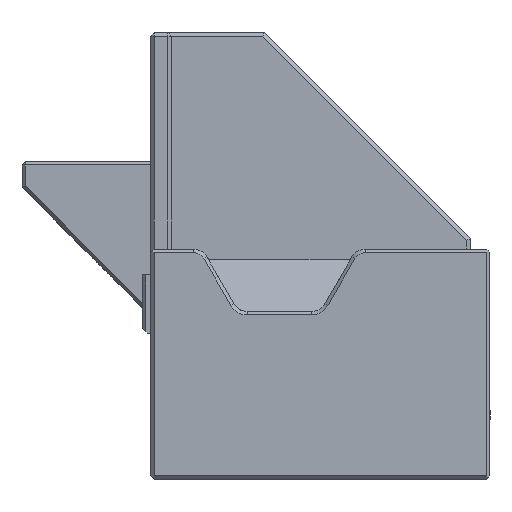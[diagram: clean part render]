
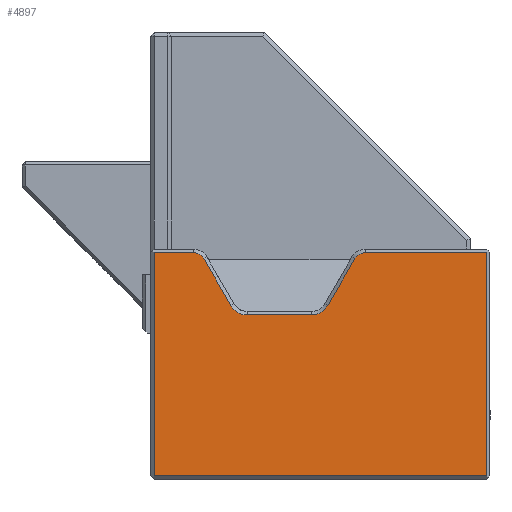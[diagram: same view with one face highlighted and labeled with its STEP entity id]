
A CAD part, left-side view. The second image highlights one B-rep face of the part: STEP entity #4897.
In plain terms, the highlighted planar face has unit normal (-1, 0, 0).
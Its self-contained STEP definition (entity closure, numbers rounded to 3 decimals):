
#71=PLANE('',#5265);
#362=FACE_OUTER_BOUND('',#658,.T.);
#658=EDGE_LOOP('',(#3671,#3672,#3673,#3674,#3675,#3676,#3677,#3678,#3679,
#3680,#3681,#3682));
#982=CIRCLE('',#5266,1.4);
#983=CIRCLE('',#5267,1.4);
#984=CIRCLE('',#5268,2.2);
#985=CIRCLE('',#5269,2.2);
#1183=LINE('',#7826,#1783);
#1184=LINE('',#7830,#1784);
#1185=LINE('',#7832,#1785);
#1186=LINE('',#7834,#1786);
#1187=LINE('',#7836,#1787);
#1188=LINE('',#7838,#1788);
#1189=LINE('',#7842,#1789);
#1190=LINE('',#7846,#1790);
#1783=VECTOR('',#5933,1000.);
#1784=VECTOR('',#5936,1000.);
#1785=VECTOR('',#5937,1000.);
#1786=VECTOR('',#5938,1000.);
#1787=VECTOR('',#5939,1000.);
#1788=VECTOR('',#5940,1000.);
#1789=VECTOR('',#5943,1000.);
#1790=VECTOR('',#5946,1000.);
#2408=VERTEX_POINT('',#7824);
#2409=VERTEX_POINT('',#7825);
#2410=VERTEX_POINT('',#7827);
#2411=VERTEX_POINT('',#7829);
#2412=VERTEX_POINT('',#7831);
#2413=VERTEX_POINT('',#7833);
#2414=VERTEX_POINT('',#7835);
#2415=VERTEX_POINT('',#7837);
#2416=VERTEX_POINT('',#7839);
#2417=VERTEX_POINT('',#7841);
#2418=VERTEX_POINT('',#7843);
#2419=VERTEX_POINT('',#7845);
#2891=EDGE_CURVE('',#2408,#2409,#1183,.T.);
#2892=EDGE_CURVE('',#2409,#2410,#982,.T.);
#2893=EDGE_CURVE('',#2410,#2411,#1184,.T.);
#2894=EDGE_CURVE('',#2411,#2412,#1185,.T.);
#2895=EDGE_CURVE('',#2413,#2412,#1186,.T.);
#2896=EDGE_CURVE('',#2413,#2414,#1187,.T.);
#2897=EDGE_CURVE('',#2414,#2415,#1188,.T.);
#2898=EDGE_CURVE('',#2415,#2416,#983,.T.);
#2899=EDGE_CURVE('',#2416,#2417,#1189,.T.);
#2900=EDGE_CURVE('',#2417,#2418,#984,.T.);
#2901=EDGE_CURVE('',#2418,#2419,#1190,.T.);
#2902=EDGE_CURVE('',#2419,#2408,#985,.T.);
#3671=ORIENTED_EDGE('',*,*,#2891,.T.);
#3672=ORIENTED_EDGE('',*,*,#2892,.T.);
#3673=ORIENTED_EDGE('',*,*,#2893,.T.);
#3674=ORIENTED_EDGE('',*,*,#2894,.T.);
#3675=ORIENTED_EDGE('',*,*,#2895,.F.);
#3676=ORIENTED_EDGE('',*,*,#2896,.T.);
#3677=ORIENTED_EDGE('',*,*,#2897,.T.);
#3678=ORIENTED_EDGE('',*,*,#2898,.T.);
#3679=ORIENTED_EDGE('',*,*,#2899,.T.);
#3680=ORIENTED_EDGE('',*,*,#2900,.T.);
#3681=ORIENTED_EDGE('',*,*,#2901,.T.);
#3682=ORIENTED_EDGE('',*,*,#2902,.T.);
#4897=ADVANCED_FACE('',(#362),#71,.F.);
#5265=AXIS2_PLACEMENT_3D('',#7823,#5931,#5932);
#5266=AXIS2_PLACEMENT_3D('',#7828,#5934,#5935);
#5267=AXIS2_PLACEMENT_3D('',#7840,#5941,#5942);
#5268=AXIS2_PLACEMENT_3D('',#7844,#5944,#5945);
#5269=AXIS2_PLACEMENT_3D('',#7847,#5947,#5948);
#5931=DIRECTION('center_axis',(1.,0.,0.));
#5932=DIRECTION('ref_axis',(0.,0.,1.));
#5933=DIRECTION('',(0.,0.5,0.866));
#5934=DIRECTION('center_axis',(-1.,0.,0.));
#5935=DIRECTION('ref_axis',(0.,1.,0.));
#5936=DIRECTION('',(0.,1.,0.));
#5937=DIRECTION('',(0.,0.,-1.));
#5938=DIRECTION('',(0.,1.,0.));
#5939=DIRECTION('',(0.,0.,1.));
#5940=DIRECTION('',(0.,1.,0.));
#5941=DIRECTION('center_axis',(-1.,0.,0.));
#5942=DIRECTION('ref_axis',(0.,1.,0.));
#5943=DIRECTION('',(0.,0.5,-0.866));
#5944=DIRECTION('center_axis',(1.,0.,0.));
#5945=DIRECTION('ref_axis',(0.,1.,0.));
#5946=DIRECTION('',(0.,1.,0.));
#5947=DIRECTION('center_axis',(1.,0.,0.));
#5948=DIRECTION('ref_axis',(0.,1.,0.));
#7823=CARTESIAN_POINT('Origin',(-22.956,-5.9,0.));
#7824=CARTESIAN_POINT('',(-22.956,24.27,20.235));
#7825=CARTESIAN_POINT('',(-22.956,27.426,25.7));
#7826=CARTESIAN_POINT('',(-22.956,7.966,-8.005));
#7827=CARTESIAN_POINT('',(-22.956,28.638,26.4));
#7828=CARTESIAN_POINT('Origin',(-22.956,28.638,25.));
#7829=CARTESIAN_POINT('',(-22.956,33.2,26.4));
#7830=CARTESIAN_POINT('',(-22.956,33.6,26.4));
#7831=CARTESIAN_POINT('',(-22.956,33.2,0.4));
#7832=CARTESIAN_POINT('',(-22.956,33.2,0.4));
#7833=CARTESIAN_POINT('',(-22.956,-5.5,0.4));
#7834=CARTESIAN_POINT('',(-22.956,4.175,0.4));
#7835=CARTESIAN_POINT('',(-22.956,-5.5,26.4));
#7836=CARTESIAN_POINT('',(-22.956,-5.5,0.));
#7837=CARTESIAN_POINT('',(-22.956,8.616,26.4));
#7838=CARTESIAN_POINT('',(-22.956,8.616,26.4));
#7839=CARTESIAN_POINT('',(-22.956,9.828,25.7));
#7840=CARTESIAN_POINT('Origin',(-22.956,8.616,25.));
#7841=CARTESIAN_POINT('',(-22.956,12.983,20.235));
#7842=CARTESIAN_POINT('',(-22.956,17.024,13.235));
#7843=CARTESIAN_POINT('',(-22.956,14.888,19.135));
#7844=CARTESIAN_POINT('Origin',(-22.956,14.888,21.335));
#7845=CARTESIAN_POINT('',(-22.956,22.365,19.135));
#7846=CARTESIAN_POINT('',(-22.956,-5.9,19.135));
#7847=CARTESIAN_POINT('Origin',(-22.956,22.365,21.335));
